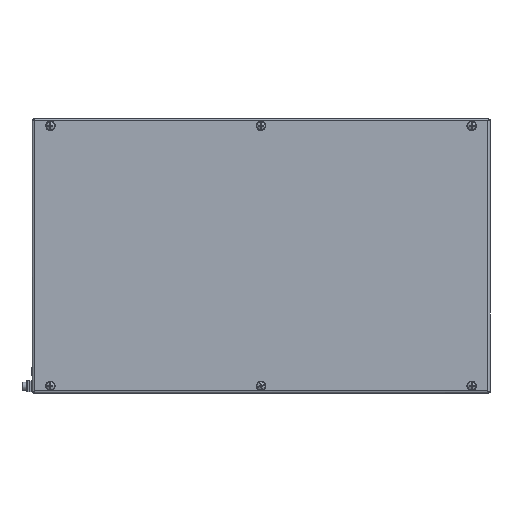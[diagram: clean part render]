
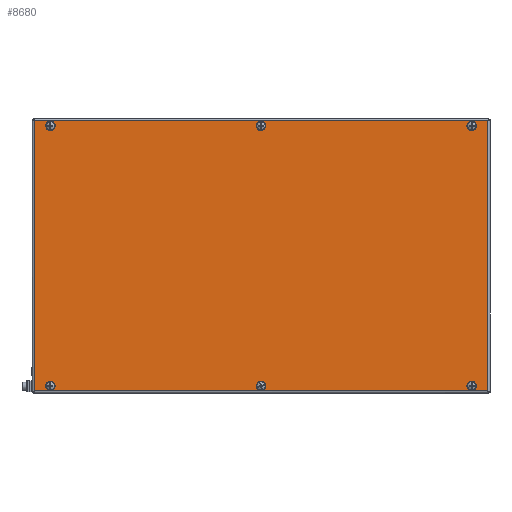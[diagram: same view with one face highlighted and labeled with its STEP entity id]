
A CAD part, top view. The second image highlights one B-rep face of the part: STEP entity #8680.
In plain terms, the highlighted face is planar.
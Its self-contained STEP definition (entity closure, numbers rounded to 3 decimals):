
#702=LINE('',#18681,#1305);
#703=LINE('',#18683,#1306);
#704=LINE('',#18685,#1307);
#705=LINE('',#18686,#1308);
#1305=VECTOR('',#11502,1000.);
#1306=VECTOR('',#11503,1000.);
#1307=VECTOR('',#11504,1000.);
#1308=VECTOR('',#11505,1000.);
#1629=PLANE('',#9513);
#2157=FACE_BOUND('',#3308,.T.);
#2158=FACE_BOUND('',#3309,.T.);
#2159=FACE_BOUND('',#3310,.T.);
#2160=FACE_BOUND('',#3311,.T.);
#2161=FACE_BOUND('',#3312,.T.);
#2162=FACE_BOUND('',#3313,.T.);
#2608=FACE_OUTER_BOUND('',#3307,.T.);
#3307=EDGE_LOOP('',(#7441,#7442,#7443,#7444));
#3308=EDGE_LOOP('',(#7445));
#3309=EDGE_LOOP('',(#7446));
#3310=EDGE_LOOP('',(#7447));
#3311=EDGE_LOOP('',(#7448));
#3312=EDGE_LOOP('',(#7449));
#3313=EDGE_LOOP('',(#7450));
#3775=CIRCLE('',#9496,4.);
#3777=CIRCLE('',#9499,4.);
#3779=CIRCLE('',#9502,4.);
#3781=CIRCLE('',#9505,4.);
#3783=CIRCLE('',#9508,4.);
#3785=CIRCLE('',#9511,4.);
#4375=VERTEX_POINT('',#18642);
#4377=VERTEX_POINT('',#18647);
#4379=VERTEX_POINT('',#18652);
#4381=VERTEX_POINT('',#18657);
#4383=VERTEX_POINT('',#18662);
#4385=VERTEX_POINT('',#18667);
#4390=VERTEX_POINT('',#18679);
#4391=VERTEX_POINT('',#18680);
#4392=VERTEX_POINT('',#18682);
#4393=VERTEX_POINT('',#18684);
#5428=EDGE_CURVE('',#4375,#4375,#3775,.T.);
#5430=EDGE_CURVE('',#4377,#4377,#3777,.T.);
#5432=EDGE_CURVE('',#4379,#4379,#3779,.T.);
#5434=EDGE_CURVE('',#4381,#4381,#3781,.T.);
#5436=EDGE_CURVE('',#4383,#4383,#3783,.T.);
#5438=EDGE_CURVE('',#4385,#4385,#3785,.T.);
#5443=EDGE_CURVE('',#4390,#4391,#702,.T.);
#5444=EDGE_CURVE('',#4391,#4392,#703,.T.);
#5445=EDGE_CURVE('',#4392,#4393,#704,.T.);
#5446=EDGE_CURVE('',#4393,#4390,#705,.T.);
#7441=ORIENTED_EDGE('',*,*,#5443,.T.);
#7442=ORIENTED_EDGE('',*,*,#5444,.T.);
#7443=ORIENTED_EDGE('',*,*,#5445,.T.);
#7444=ORIENTED_EDGE('',*,*,#5446,.T.);
#7445=ORIENTED_EDGE('',*,*,#5428,.F.);
#7446=ORIENTED_EDGE('',*,*,#5430,.F.);
#7447=ORIENTED_EDGE('',*,*,#5432,.F.);
#7448=ORIENTED_EDGE('',*,*,#5434,.F.);
#7449=ORIENTED_EDGE('',*,*,#5436,.F.);
#7450=ORIENTED_EDGE('',*,*,#5438,.F.);
#8680=ADVANCED_FACE('',(#2608,#2157,#2158,#2159,#2160,#2161,#2162),#1629,
 .F.);
#9496=AXIS2_PLACEMENT_3D('',#18643,#11462,#11463);
#9499=AXIS2_PLACEMENT_3D('',#18648,#11468,#11469);
#9502=AXIS2_PLACEMENT_3D('',#18653,#11474,#11475);
#9505=AXIS2_PLACEMENT_3D('',#18658,#11480,#11481);
#9508=AXIS2_PLACEMENT_3D('',#18663,#11486,#11487);
#9511=AXIS2_PLACEMENT_3D('',#18668,#11492,#11493);
#9513=AXIS2_PLACEMENT_3D('',#18678,#11500,#11501);
#11462=DIRECTION('center_axis',(0.,0.,-1.));
#11463=DIRECTION('ref_axis',(-1.,0.,0.));
#11468=DIRECTION('center_axis',(0.,0.,-1.));
#11469=DIRECTION('ref_axis',(-1.,0.,0.));
#11474=DIRECTION('center_axis',(0.,0.,-1.));
#11475=DIRECTION('ref_axis',(1.,0.,0.));
#11480=DIRECTION('center_axis',(0.,0.,-1.));
#11481=DIRECTION('ref_axis',(-1.,0.,0.));
#11486=DIRECTION('center_axis',(0.,0.,-1.));
#11487=DIRECTION('ref_axis',(1.,0.,0.));
#11492=DIRECTION('center_axis',(0.,0.,-1.));
#11493=DIRECTION('ref_axis',(-1.,0.,0.));
#11500=DIRECTION('center_axis',(0.,0.,1.));
#11501=DIRECTION('ref_axis',(1.,0.,0.));
#11502=DIRECTION('',(-1.,0.,0.));
#11503=DIRECTION('',(0.,1.,0.));
#11504=DIRECTION('',(1.,0.,0.));
#11505=DIRECTION('',(0.,-1.,0.));
#18642=CARTESIAN_POINT('',(-4.,-142.,0.));
#18643=CARTESIAN_POINT('Origin',(0.,-142.,0.));
#18647=CARTESIAN_POINT('',(-4.,142.,0.));
#18648=CARTESIAN_POINT('Origin',(0.,142.,0.));
#18652=CARTESIAN_POINT('',(226.,-142.,0.));
#18653=CARTESIAN_POINT('Origin',(230.,-142.,0.));
#18657=CARTESIAN_POINT('',(-234.,-142.,0.));
#18658=CARTESIAN_POINT('Origin',(-230.,-142.,0.));
#18662=CARTESIAN_POINT('',(-234.,142.,0.));
#18663=CARTESIAN_POINT('Origin',(-230.,142.,0.));
#18667=CARTESIAN_POINT('',(226.,142.,0.));
#18668=CARTESIAN_POINT('Origin',(230.,142.,0.));
#18678=CARTESIAN_POINT('Origin',(-250.,150.,0.));
#18679=CARTESIAN_POINT('',(247.5,-147.5,0.));
#18680=CARTESIAN_POINT('',(-247.5,-147.5,0.));
#18681=CARTESIAN_POINT('',(248.743,-147.5,0.));
#18682=CARTESIAN_POINT('',(-247.5,147.5,0.));
#18683=CARTESIAN_POINT('',(-247.5,-148.743,0.));
#18684=CARTESIAN_POINT('',(247.5,147.5,0.));
#18685=CARTESIAN_POINT('',(-248.743,147.5,0.));
#18686=CARTESIAN_POINT('',(247.5,148.743,0.));
